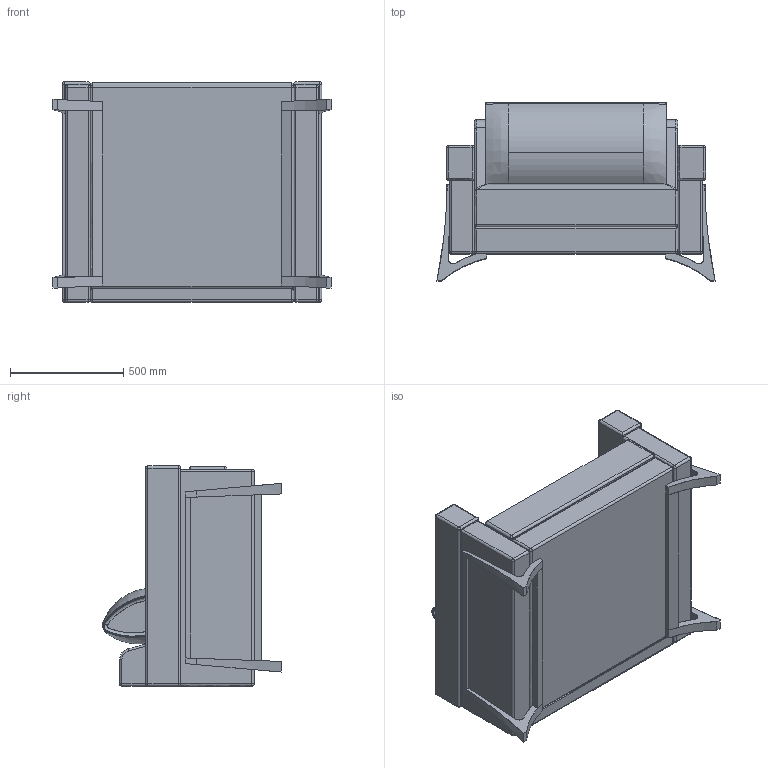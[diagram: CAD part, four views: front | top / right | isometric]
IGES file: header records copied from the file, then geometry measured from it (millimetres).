
Start section: SolidWorks IGES file using analytic representation for surfaces
Global section: file name: Xingu poltrona.IGS; native system: SolidWorks 2017; preprocessor: SolidWorks 2017; author: cassiano; date: 181211.152638; units: centimetre
Bounding box: 1230 x 789.94 x 975 mm (x, y, z)
Surface area: 9610272.6 mm2 (no closed solid volume)
Topology: 0 solids, 0 shells, 255 faces, 3585 edges, 3574 vertices
Faces by surface type: bspline 133, revolution 122
